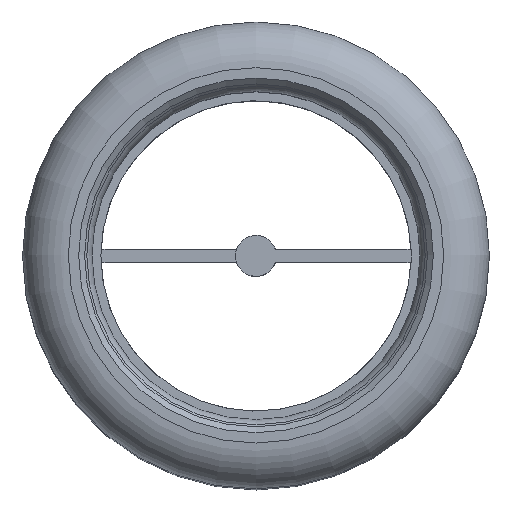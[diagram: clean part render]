
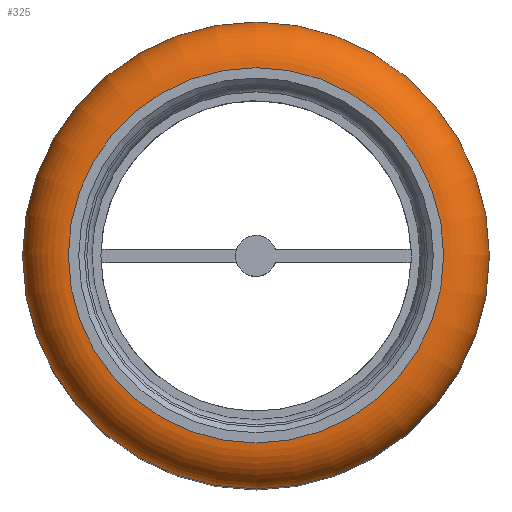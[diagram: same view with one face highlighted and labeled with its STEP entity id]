
A CAD part, top view. The second image highlights one B-rep face of the part: STEP entity #325.
In plain terms, the highlighted toroidal (fillet/blend) face has major radius 12.7 mm and minor radius 3.1 mm.
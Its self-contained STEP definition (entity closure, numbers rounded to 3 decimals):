
#29=TOROIDAL_SURFACE($,#376,12.7,3.1);
#85=FACE_BOUND($,#149,.T.);
#108=FACE_OUTER_BOUND($,#148,.T.);
#148=EDGE_LOOP($,(#291));
#149=EDGE_LOOP($,(#292));
#174=CIRCLE($,#375,15.075);
#175=CIRCLE($,#377,12.7);
#201=VERTEX_POINT($,#580);
#202=VERTEX_POINT($,#583);
#232=EDGE_CURVE($,#201,#201,#174,.T.);
#233=EDGE_CURVE($,#202,#202,#175,.T.);
#291=ORIENTED_EDGE($,*,*,#233,.F.);
#292=ORIENTED_EDGE($,*,*,#232,.T.);
#325=ADVANCED_FACE($,(#108,#85),#29,.T.);
#375=AXIS2_PLACEMENT_3D($,#581,#481,#482);
#376=AXIS2_PLACEMENT_3D($,#582,#483,#484);
#377=AXIS2_PLACEMENT_3D($,#584,#485,#486);
#481=DIRECTION('center_axis',(-1.,0.,0.));
#482=DIRECTION('ref_axis',(0.,0.,1.));
#483=DIRECTION('center_axis',(-1.,0.,0.));
#484=DIRECTION('ref_axis',(0.,0.,1.));
#485=DIRECTION('center_axis',(-1.,0.,0.));
#486=DIRECTION('ref_axis',(0.,0.,1.));
#580=CARTESIAN_POINT('',(5.093,0.,15.075));
#581=CARTESIAN_POINT('Origin',(5.093,0.,0.));
#582=CARTESIAN_POINT('Origin',(3.1,0.,0.));
#583=CARTESIAN_POINT('',(0.,0.,12.7));
#584=CARTESIAN_POINT('Origin',(0.,0.,0.));
